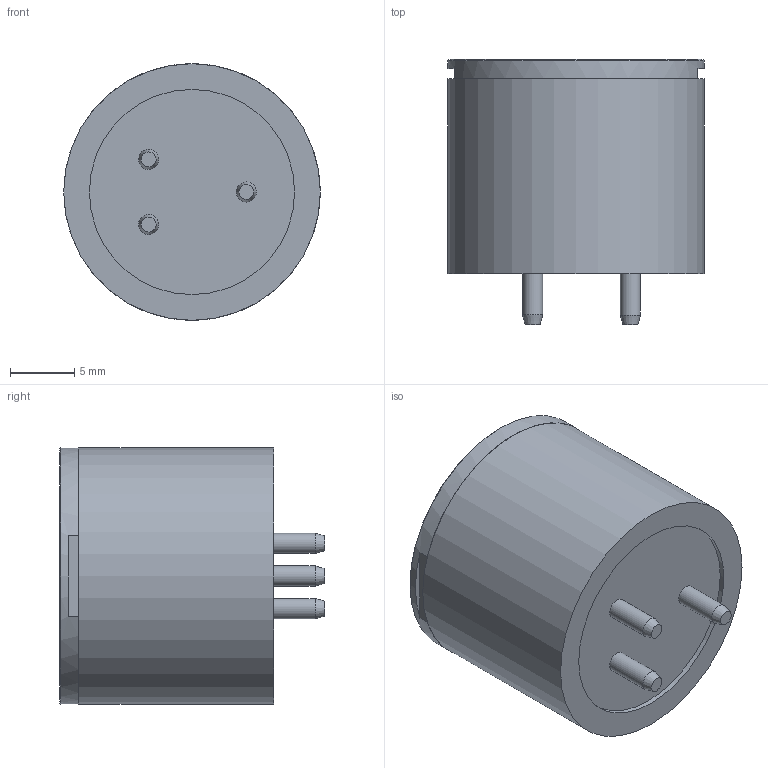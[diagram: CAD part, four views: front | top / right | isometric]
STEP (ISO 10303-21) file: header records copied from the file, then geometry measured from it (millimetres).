
FILE_DESCRIPTION (( 'STEP AP214' ), '1' );
FILE_NAME ('ION Sense Assembly Download.STEP', '2025-04-17T15:16:04', ( '' ), ( '' ), 'SwSTEP 2.0', 'SolidWorks 2023', '' );
FILE_SCHEMA (( 'AUTOMOTIVE_DESIGN' ));
Length unit declared in the file: millimetre
Products named in the file (1): ION Sense Assembly Download
Bounding box: 20 x 20.71 x 20 mm (x, y, z)
Volume: 1328.6 mm3; surface area: 4360.3 mm2
Topology: 10 solids, 10 shells, 255 faces, 854 edges, 626 vertices
Faces by surface type: cylinder 209, plane 36, cone 10
Full cylindrical faces by diameter (mm): 0.15 x181, 0.6 x3, 0.7 x3, 1.57 x3, 5 x2, 8.5 x2, 9 x1, 16 x1, 17.5 x1, 18.8 x2, 18.95 x1, 19 x2, 20 x2
Entity records: 10683 total; most frequent: DIRECTION 1400, CARTESIAN_POINT 1152, ORIENTED_EDGE 910, EDGE_LOOP 850, AXIS2_PLACEMENT_3D 689, FACE_OUTER_BOUND 459, EDGE_CURVE 455, VERTEX_POINT 441
